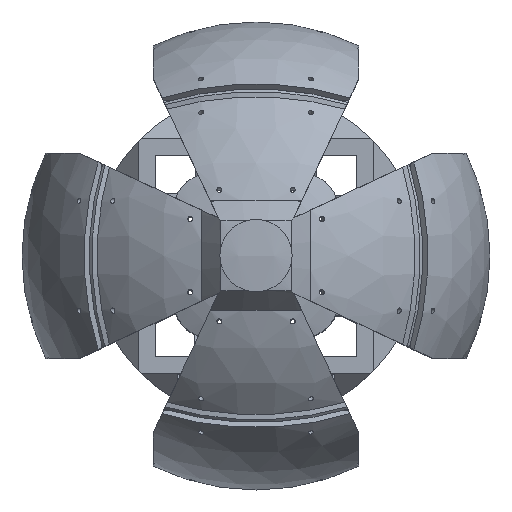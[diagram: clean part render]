
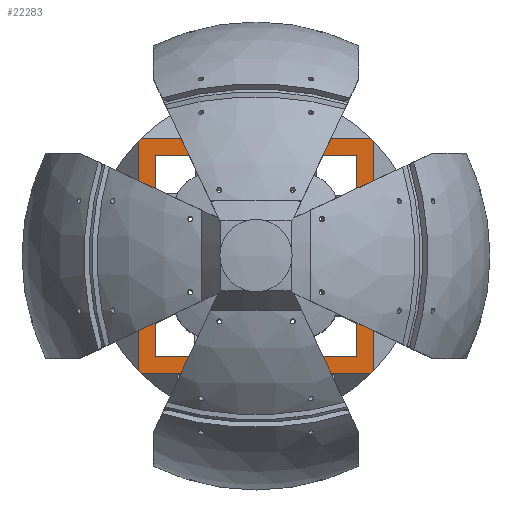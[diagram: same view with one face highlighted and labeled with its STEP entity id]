
A CAD part, top view. The second image highlights one B-rep face of the part: STEP entity #22283.
In plain terms, the highlighted planar face has unit normal (0, 0, 1).
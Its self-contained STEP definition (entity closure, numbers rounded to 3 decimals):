
#1564=FACE_BOUND('',#5504,.T.);
#2004=PLANE('',#24762);
#3781=FACE_OUTER_BOUND('',#5503,.T.);
#5503=EDGE_LOOP('',(#20748,#20749,#20750,#20751,#20752,#20753,#20754,#20755));
#5504=EDGE_LOOP('',(#20756,#20757,#20758,#20759));
#6834=LINE('',#46834,#8199);
#6836=LINE('',#46849,#8201);
#6838=LINE('',#46864,#8203);
#6850=LINE('',#46927,#8215);
#6853=LINE('',#46933,#8218);
#6856=LINE('',#46939,#8221);
#6859=LINE('',#46943,#8224);
#6860=LINE('',#46958,#8225);
#8199=VECTOR('',#30634,10.);
#8201=VECTOR('',#30652,10.);
#8203=VECTOR('',#30670,10.);
#8215=VECTOR('',#30744,10.);
#8218=VECTOR('',#30749,10.);
#8221=VECTOR('',#30754,10.);
#8224=VECTOR('',#30759,10.);
#8225=VECTOR('',#30784,10.);
#9273=CIRCLE('',#24754,90.);
#9274=CIRCLE('',#24757,90.);
#9275=CIRCLE('',#24761,90.);
#9276=CIRCLE('',#24763,90.);
#11303=VERTEX_POINT('',#46831);
#11304=VERTEX_POINT('',#46833);
#11308=VERTEX_POINT('',#46846);
#11309=VERTEX_POINT('',#46848);
#11313=VERTEX_POINT('',#46861);
#11314=VERTEX_POINT('',#46863);
#11333=VERTEX_POINT('',#46924);
#11334=VERTEX_POINT('',#46926);
#11336=VERTEX_POINT('',#46932);
#11338=VERTEX_POINT('',#46938);
#11339=VERTEX_POINT('',#46952);
#11340=VERTEX_POINT('',#46956);
#14429=EDGE_CURVE('',#11304,#11303,#6834,.F.);
#14436=EDGE_CURVE('',#11309,#11308,#6836,.F.);
#14443=EDGE_CURVE('',#11314,#11313,#6838,.F.);
#14470=EDGE_CURVE('',#11334,#11333,#6850,.T.);
#14473=EDGE_CURVE('',#11336,#11334,#6853,.T.);
#14476=EDGE_CURVE('',#11338,#11336,#6856,.T.);
#14479=EDGE_CURVE('',#11333,#11338,#6859,.T.);
#14484=EDGE_CURVE('',#11308,#11304,#9273,.T.);
#14486=EDGE_CURVE('',#11303,#11339,#9274,.T.);
#14488=EDGE_CURVE('',#11339,#11340,#6860,.F.);
#14489=EDGE_CURVE('',#11340,#11314,#9275,.T.);
#14490=EDGE_CURVE('',#11313,#11309,#9276,.T.);
#20748=ORIENTED_EDGE('',*,*,#14429,.T.);
#20749=ORIENTED_EDGE('',*,*,#14486,.T.);
#20750=ORIENTED_EDGE('',*,*,#14488,.T.);
#20751=ORIENTED_EDGE('',*,*,#14489,.T.);
#20752=ORIENTED_EDGE('',*,*,#14443,.T.);
#20753=ORIENTED_EDGE('',*,*,#14490,.T.);
#20754=ORIENTED_EDGE('',*,*,#14436,.T.);
#20755=ORIENTED_EDGE('',*,*,#14484,.T.);
#20756=ORIENTED_EDGE('',*,*,#14476,.T.);
#20757=ORIENTED_EDGE('',*,*,#14473,.T.);
#20758=ORIENTED_EDGE('',*,*,#14470,.T.);
#20759=ORIENTED_EDGE('',*,*,#14479,.T.);
#22283=ADVANCED_FACE('',(#3781,#1564),#2004,.T.);
#24754=AXIS2_PLACEMENT_3D('',#46950,#30772,#30773);
#24757=AXIS2_PLACEMENT_3D('',#46954,#30778,#30779);
#24761=AXIS2_PLACEMENT_3D('',#46960,#30787,#30788);
#24762=AXIS2_PLACEMENT_3D('',#46961,#30789,#30790);
#24763=AXIS2_PLACEMENT_3D('',#46962,#30791,#30792);
#30634=DIRECTION('',(0.,1.,0.));
#30652=DIRECTION('',(1.,0.,0.));
#30670=DIRECTION('',(0.,-1.,0.));
#30744=DIRECTION('',(0.,1.,0.));
#30749=DIRECTION('',(-1.,0.,0.));
#30754=DIRECTION('',(0.,-1.,0.));
#30759=DIRECTION('',(1.,0.,0.));
#30772=DIRECTION('center_axis',(0.,0.,1.));
#30773=DIRECTION('ref_axis',(1.,0.,0.));
#30778=DIRECTION('center_axis',(0.,0.,1.));
#30779=DIRECTION('ref_axis',(1.,0.,0.));
#30784=DIRECTION('',(-1.,0.,0.));
#30787=DIRECTION('center_axis',(0.,0.,1.));
#30788=DIRECTION('ref_axis',(1.,0.,0.));
#30789=DIRECTION('center_axis',(0.,0.,1.));
#30790=DIRECTION('ref_axis',(1.,0.,0.));
#30791=DIRECTION('center_axis',(0.,0.,1.));
#30792=DIRECTION('ref_axis',(1.,0.,0.));
#46831=CARTESIAN_POINT('',(-64.419,-62.85,20.));
#46833=CARTESIAN_POINT('',(-64.419,62.85,20.));
#46834=CARTESIAN_POINT('',(-64.419,0.,20.));
#46846=CARTESIAN_POINT('',(-62.85,64.419,20.));
#46848=CARTESIAN_POINT('',(62.85,64.419,20.));
#46849=CARTESIAN_POINT('',(0.,64.419,20.));
#46861=CARTESIAN_POINT('',(64.419,62.85,20.));
#46863=CARTESIAN_POINT('',(64.419,-62.85,20.));
#46864=CARTESIAN_POINT('',(64.419,-1.395,20.));
#46924=CARTESIAN_POINT('',(-55.,55.,20.));
#46926=CARTESIAN_POINT('',(-55.,-55.,20.));
#46927=CARTESIAN_POINT('',(-55.,-15.,20.));
#46932=CARTESIAN_POINT('',(55.,-55.,20.));
#46933=CARTESIAN_POINT('',(15.,-55.,20.));
#46938=CARTESIAN_POINT('',(55.,55.,20.));
#46939=CARTESIAN_POINT('',(55.,15.,20.));
#46943=CARTESIAN_POINT('',(-15.,55.,20.));
#46950=CARTESIAN_POINT('Origin',(0.,0.,20.));
#46952=CARTESIAN_POINT('',(-62.85,-64.419,20.));
#46954=CARTESIAN_POINT('Origin',(0.,0.,20.));
#46956=CARTESIAN_POINT('',(62.85,-64.419,20.));
#46958=CARTESIAN_POINT('',(-1.395,-64.419,20.));
#46960=CARTESIAN_POINT('Origin',(0.,0.,20.));
#46961=CARTESIAN_POINT('Origin',(0.,0.,20.));
#46962=CARTESIAN_POINT('Origin',(0.,0.,20.));
